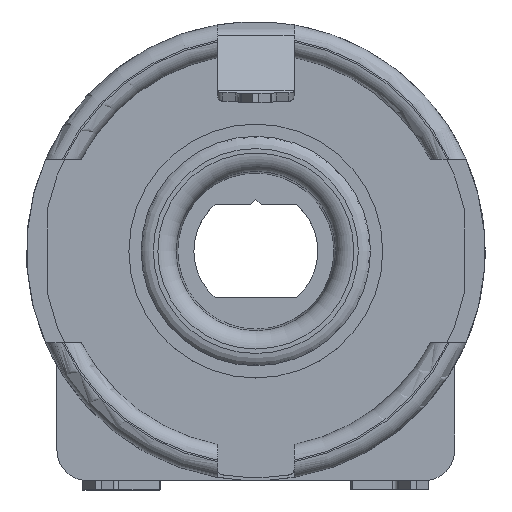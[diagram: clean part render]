
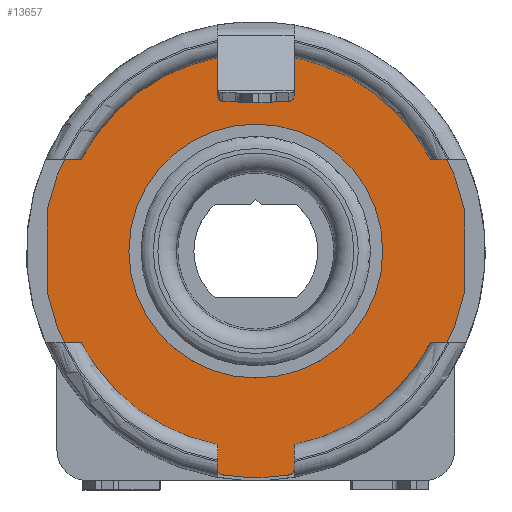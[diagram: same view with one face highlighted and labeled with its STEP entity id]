
A CAD part, top view. The second image highlights one B-rep face of the part: STEP entity #13657.
In plain terms, the highlighted planar face has unit normal (0, 0, 1).
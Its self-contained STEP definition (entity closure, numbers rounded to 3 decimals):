
#13657 = ADVANCED_FACE('',(#13658,#13669),#13828,.F.);
#13658 = FACE_BOUND('',#13659,.T.);
#13659 = EDGE_LOOP('',(#13660));
#13660 = ORIENTED_EDGE('',*,*,#13661,.F.);
#13661 = EDGE_CURVE('',#13662,#13662,#13664,.T.);
#13662 = VERTEX_POINT('',#13663);
#13663 = CARTESIAN_POINT('',(36.2,0.,0.3));
#13664 = CIRCLE('',#13665,3.8);
#13665 = AXIS2_PLACEMENT_3D('',#13666,#13667,#13668);
#13666 = CARTESIAN_POINT('',(40.,0.,0.3));
#13667 = DIRECTION('',(0.,0.,1.));
#13668 = DIRECTION('',(-1.,0.,0.));
#13669 = FACE_BOUND('',#13670,.T.);
#13670 = EDGE_LOOP('',(#13671,#13681,#13690,#13699,#13707,#13716,#13725,
    #13733,#13742,#13751,#13760,#13768,#13777,#13786,#13795,#13803,
    #13812,#13821));
#13671 = ORIENTED_EDGE('',*,*,#13672,.F.);
#13672 = EDGE_CURVE('',#13673,#13675,#13677,.T.);
#13673 = VERTEX_POINT('',#13674);
#13674 = CARTESIAN_POINT('',(46.825,1.344,0.3));
#13675 = VERTEX_POINT('',#13676);
#13676 = CARTESIAN_POINT('',(46.825,-1.344,0.3));
#13677 = LINE('',#13678,#13679);
#13678 = CARTESIAN_POINT('',(46.825,0.95,0.3));
#13679 = VECTOR('',#13680,1.);
#13680 = DIRECTION('',(0.,-1.,0.));
#13681 = ORIENTED_EDGE('',*,*,#13682,.F.);
#13682 = EDGE_CURVE('',#13683,#13673,#13685,.T.);
#13683 = VERTEX_POINT('',#13684);
#13684 = CARTESIAN_POINT('',(46.81,1.386,0.3));
#13685 = CIRCLE('',#13686,0.17);
#13686 = AXIS2_PLACEMENT_3D('',#13687,#13688,#13689);
#13687 = CARTESIAN_POINT('',(46.977,1.42,0.3));
#13688 = DIRECTION('',(0.,0.,1.));
#13689 = DIRECTION('',(-1.,0.,0.));
#13690 = ORIENTED_EDGE('',*,*,#13691,.F.);
#13691 = EDGE_CURVE('',#13692,#13683,#13694,.T.);
#13692 = VERTEX_POINT('',#13693);
#13693 = CARTESIAN_POINT('',(41.476,6.792,0.3));
#13694 = CIRCLE('',#13695,6.95);
#13695 = AXIS2_PLACEMENT_3D('',#13696,#13697,#13698);
#13696 = CARTESIAN_POINT('',(40.,0.,0.3));
#13697 = DIRECTION('',(-0.,0.,-1.));
#13698 = DIRECTION('',(-1.,0.,0.));
#13699 = ORIENTED_EDGE('',*,*,#13700,.T.);
#13700 = EDGE_CURVE('',#13692,#13701,#13703,.T.);
#13701 = VERTEX_POINT('',#13702);
#13702 = CARTESIAN_POINT('',(38.524,6.792,0.3));
#13703 = LINE('',#13704,#13705);
#13704 = CARTESIAN_POINT('',(-6.977,6.792,0.3));
#13705 = VECTOR('',#13706,1.);
#13706 = DIRECTION('',(-1.,0.,0.));
#13707 = ORIENTED_EDGE('',*,*,#13708,.F.);
#13708 = EDGE_CURVE('',#13709,#13701,#13711,.T.);
#13709 = VERTEX_POINT('',#13710);
#13710 = CARTESIAN_POINT('',(33.19,1.386,0.3));
#13711 = CIRCLE('',#13712,6.95);
#13712 = AXIS2_PLACEMENT_3D('',#13713,#13714,#13715);
#13713 = CARTESIAN_POINT('',(40.,0.,0.3));
#13714 = DIRECTION('',(0.,0.,-1.));
#13715 = DIRECTION('',(1.,0.,0.));
#13716 = ORIENTED_EDGE('',*,*,#13717,.F.);
#13717 = EDGE_CURVE('',#13718,#13709,#13720,.T.);
#13718 = VERTEX_POINT('',#13719);
#13719 = CARTESIAN_POINT('',(33.175,1.344,0.3));
#13720 = CIRCLE('',#13721,0.17);
#13721 = AXIS2_PLACEMENT_3D('',#13722,#13723,#13724);
#13722 = CARTESIAN_POINT('',(33.023,1.42,0.3));
#13723 = DIRECTION('',(0.,0.,1.));
#13724 = DIRECTION('',(1.,0.,-0.));
#13725 = ORIENTED_EDGE('',*,*,#13726,.F.);
#13726 = EDGE_CURVE('',#13727,#13718,#13729,.T.);
#13727 = VERTEX_POINT('',#13728);
#13728 = CARTESIAN_POINT('',(33.175,-1.344,0.3));
#13729 = LINE('',#13730,#13731);
#13730 = CARTESIAN_POINT('',(33.175,0.95,0.3));
#13731 = VECTOR('',#13732,1.);
#13732 = DIRECTION('',(-0.,1.,-0.));
#13733 = ORIENTED_EDGE('',*,*,#13734,.T.);
#13734 = EDGE_CURVE('',#13727,#13735,#13737,.T.);
#13735 = VERTEX_POINT('',#13736);
#13736 = CARTESIAN_POINT('',(33.19,-1.386,0.3));
#13737 = CIRCLE('',#13738,0.17);
#13738 = AXIS2_PLACEMENT_3D('',#13739,#13740,#13741);
#13739 = CARTESIAN_POINT('',(33.023,-1.42,0.3));
#13740 = DIRECTION('',(-0.,0.,-1.));
#13741 = DIRECTION('',(-1.,0.,0.));
#13742 = ORIENTED_EDGE('',*,*,#13743,.T.);
#13743 = EDGE_CURVE('',#13735,#13744,#13746,.T.);
#13744 = VERTEX_POINT('',#13745);
#13745 = CARTESIAN_POINT('',(38.614,-6.81,0.3));
#13746 = CIRCLE('',#13747,6.95);
#13747 = AXIS2_PLACEMENT_3D('',#13748,#13749,#13750);
#13748 = CARTESIAN_POINT('',(40.,0.,0.3));
#13749 = DIRECTION('',(0.,0.,1.));
#13750 = DIRECTION('',(1.,0.,-0.));
#13751 = ORIENTED_EDGE('',*,*,#13752,.T.);
#13752 = EDGE_CURVE('',#13744,#13753,#13755,.T.);
#13753 = VERTEX_POINT('',#13754);
#13754 = CARTESIAN_POINT('',(38.75,-6.977,0.3));
#13755 = CIRCLE('',#13756,0.17);
#13756 = AXIS2_PLACEMENT_3D('',#13757,#13758,#13759);
#13757 = CARTESIAN_POINT('',(38.58,-6.977,0.3));
#13758 = DIRECTION('',(-0.,0.,-1.));
#13759 = DIRECTION('',(-1.,0.,0.));
#13760 = ORIENTED_EDGE('',*,*,#13761,.T.);
#13761 = EDGE_CURVE('',#13753,#13762,#13764,.T.);
#13762 = VERTEX_POINT('',#13763);
#13763 = CARTESIAN_POINT('',(38.75,-7.149,0.3));
#13764 = LINE('',#13765,#13766);
#13765 = CARTESIAN_POINT('',(38.75,-6.977,0.3));
#13766 = VECTOR('',#13767,1.);
#13767 = DIRECTION('',(0.,-1.,0.));
#13768 = ORIENTED_EDGE('',*,*,#13769,.T.);
#13769 = EDGE_CURVE('',#13762,#13770,#13772,.T.);
#13770 = VERTEX_POINT('',#13771);
#13771 = CARTESIAN_POINT('',(38.895,-7.317,0.3));
#13772 = CIRCLE('',#13773,0.17);
#13773 = AXIS2_PLACEMENT_3D('',#13774,#13775,#13776);
#13774 = CARTESIAN_POINT('',(38.92,-7.149,0.3));
#13775 = DIRECTION('',(0.,0.,1.));
#13776 = DIRECTION('',(-1.,0.,0.));
#13777 = ORIENTED_EDGE('',*,*,#13778,.T.);
#13778 = EDGE_CURVE('',#13770,#13779,#13781,.T.);
#13779 = VERTEX_POINT('',#13780);
#13780 = CARTESIAN_POINT('',(41.105,-7.317,0.3));
#13781 = CIRCLE('',#13782,7.4);
#13782 = AXIS2_PLACEMENT_3D('',#13783,#13784,#13785);
#13783 = CARTESIAN_POINT('',(40.,0.,0.3));
#13784 = DIRECTION('',(0.,0.,1.));
#13785 = DIRECTION('',(1.,0.,-0.));
#13786 = ORIENTED_EDGE('',*,*,#13787,.T.);
#13787 = EDGE_CURVE('',#13779,#13788,#13790,.T.);
#13788 = VERTEX_POINT('',#13789);
#13789 = CARTESIAN_POINT('',(41.25,-7.149,0.3));
#13790 = CIRCLE('',#13791,0.17);
#13791 = AXIS2_PLACEMENT_3D('',#13792,#13793,#13794);
#13792 = CARTESIAN_POINT('',(41.08,-7.149,0.3));
#13793 = DIRECTION('',(0.,0.,1.));
#13794 = DIRECTION('',(1.,0.,-0.));
#13795 = ORIENTED_EDGE('',*,*,#13796,.T.);
#13796 = EDGE_CURVE('',#13788,#13797,#13799,.T.);
#13797 = VERTEX_POINT('',#13798);
#13798 = CARTESIAN_POINT('',(41.25,-6.977,0.3));
#13799 = LINE('',#13800,#13801);
#13800 = CARTESIAN_POINT('',(41.25,-6.977,0.3));
#13801 = VECTOR('',#13802,1.);
#13802 = DIRECTION('',(-0.,1.,-0.));
#13803 = ORIENTED_EDGE('',*,*,#13804,.T.);
#13804 = EDGE_CURVE('',#13797,#13805,#13807,.T.);
#13805 = VERTEX_POINT('',#13806);
#13806 = CARTESIAN_POINT('',(41.386,-6.81,0.3));
#13807 = CIRCLE('',#13808,0.17);
#13808 = AXIS2_PLACEMENT_3D('',#13809,#13810,#13811);
#13809 = CARTESIAN_POINT('',(41.42,-6.977,0.3));
#13810 = DIRECTION('',(0.,0.,-1.));
#13811 = DIRECTION('',(1.,0.,0.));
#13812 = ORIENTED_EDGE('',*,*,#13813,.T.);
#13813 = EDGE_CURVE('',#13805,#13814,#13816,.T.);
#13814 = VERTEX_POINT('',#13815);
#13815 = CARTESIAN_POINT('',(46.81,-1.386,0.3));
#13816 = CIRCLE('',#13817,6.95);
#13817 = AXIS2_PLACEMENT_3D('',#13818,#13819,#13820);
#13818 = CARTESIAN_POINT('',(40.,0.,0.3));
#13819 = DIRECTION('',(0.,0.,1.));
#13820 = DIRECTION('',(-1.,0.,0.));
#13821 = ORIENTED_EDGE('',*,*,#13822,.T.);
#13822 = EDGE_CURVE('',#13814,#13675,#13823,.T.);
#13823 = CIRCLE('',#13824,0.17);
#13824 = AXIS2_PLACEMENT_3D('',#13825,#13826,#13827);
#13825 = CARTESIAN_POINT('',(46.977,-1.42,0.3));
#13826 = DIRECTION('',(0.,0.,-1.));
#13827 = DIRECTION('',(1.,0.,0.));
#13828 = PLANE('',#13829);
#13829 = AXIS2_PLACEMENT_3D('',#13830,#13831,#13832);
#13830 = CARTESIAN_POINT('',(-6.977,-1.42,0.3));
#13831 = DIRECTION('',(-0.,0.,-1.));
#13832 = DIRECTION('',(-1.,0.,0.));
